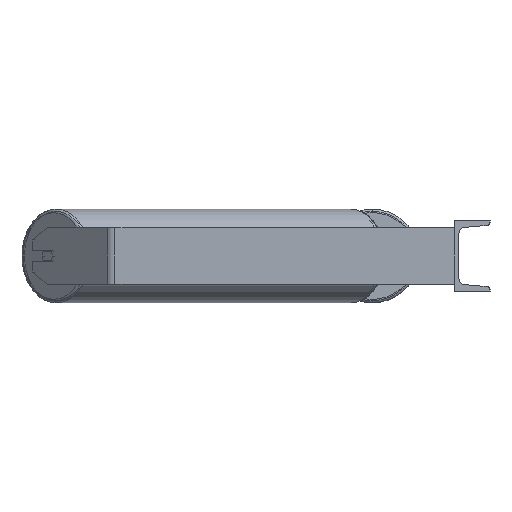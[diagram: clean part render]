
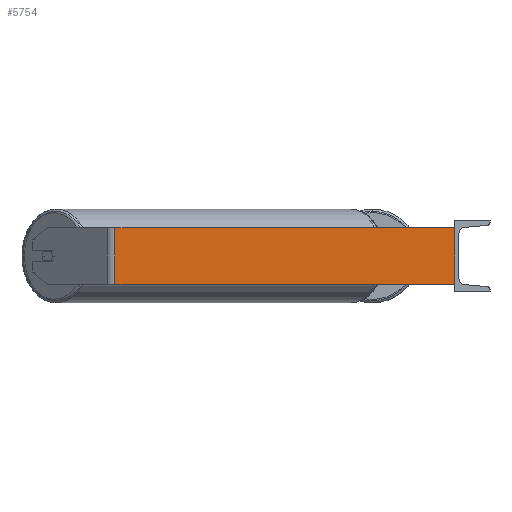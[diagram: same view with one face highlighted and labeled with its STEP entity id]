
A CAD part, left-side view. The second image highlights one B-rep face of the part: STEP entity #5754.
In plain terms, the highlighted planar face has unit normal (-1, 0, 0).
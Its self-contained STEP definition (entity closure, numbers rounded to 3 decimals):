
#448 = LINE ( 'NONE', #8784, #8617 ) ;
#843 = DIRECTION ( 'NONE',  ( 0., 1., 0. ) ) ;
#889 = FACE_OUTER_BOUND ( 'NONE', #1343, .T. ) ;
#1343 = EDGE_LOOP ( 'NONE', ( #5430, #7563, #6827, #1897 ) ) ;
#1897 = ORIENTED_EDGE ( 'NONE', *, *, #8697, .T. ) ;
#2009 = AXIS2_PLACEMENT_3D ( 'NONE', #8485, #6960, #843 ) ;
#2178 = CARTESIAN_POINT ( 'NONE',  ( -885., 481.57, 40. ) ) ;
#2335 = VECTOR ( 'NONE', #8251, 1000. ) ;
#2523 = EDGE_CURVE ( 'NONE', #8626, #5124, #448, .T. ) ;
#2844 = LINE ( 'NONE', #5612, #7691 ) ;
#2902 = DIRECTION ( 'NONE',  ( 0., -1., 0. ) ) ;
#3339 = CARTESIAN_POINT ( 'NONE',  ( -885., 481.57, -40. ) ) ;
#3383 = LINE ( 'NONE', #5465, #2335 ) ;
#3484 = DIRECTION ( 'NONE',  ( 0., -1., 0. ) ) ;
#4393 = VECTOR ( 'NONE', #2902, 1000. ) ;
#4494 = CARTESIAN_POINT ( 'NONE',  ( -885., 488.197, -40. ) ) ;
#5124 = VERTEX_POINT ( 'NONE', #8375 ) ;
#5362 = DIRECTION ( 'NONE',  ( 0., 0., -1. ) ) ;
#5430 = ORIENTED_EDGE ( 'NONE', *, *, #7692, .T. ) ;
#5465 = CARTESIAN_POINT ( 'NONE',  ( -885., 481.57, 40. ) ) ;
#5612 = CARTESIAN_POINT ( 'NONE',  ( -885., 488.197, 40. ) ) ;
#5754 = ADVANCED_FACE ( 'NONE', ( #889 ), #6400, .F. ) ;
#6400 = PLANE ( 'NONE',  #2009 ) ;
#6448 = VERTEX_POINT ( 'NONE', #2178 ) ;
#6815 = CARTESIAN_POINT ( 'NONE',  ( -885., 0., 40. ) ) ;
#6827 = ORIENTED_EDGE ( 'NONE', *, *, #8454, .F. ) ;
#6960 = DIRECTION ( 'NONE',  ( 1., 0., 0. ) ) ;
#7563 = ORIENTED_EDGE ( 'NONE', *, *, #2523, .F. ) ;
#7691 = VECTOR ( 'NONE', #3484, 1000. ) ;
#7692 = EDGE_CURVE ( 'NONE', #8245, #5124, #7960, .T. ) ;
#7960 = LINE ( 'NONE', #4494, #4393 ) ;
#8245 = VERTEX_POINT ( 'NONE', #3339 ) ;
#8251 = DIRECTION ( 'NONE',  ( 0., 0., -1. ) ) ;
#8375 = CARTESIAN_POINT ( 'NONE',  ( -885., 0., -40. ) ) ;
#8454 = EDGE_CURVE ( 'NONE', #6448, #8626, #2844, .T. ) ;
#8485 = CARTESIAN_POINT ( 'NONE',  ( -885., 488.197, 40. ) ) ;
#8617 = VECTOR ( 'NONE', #5362, 1000. ) ;
#8626 = VERTEX_POINT ( 'NONE', #6815 ) ;
#8697 = EDGE_CURVE ( 'NONE', #6448, #8245, #3383, .T. ) ;
#8784 = CARTESIAN_POINT ( 'NONE',  ( -885., 0., 40. ) ) ;
